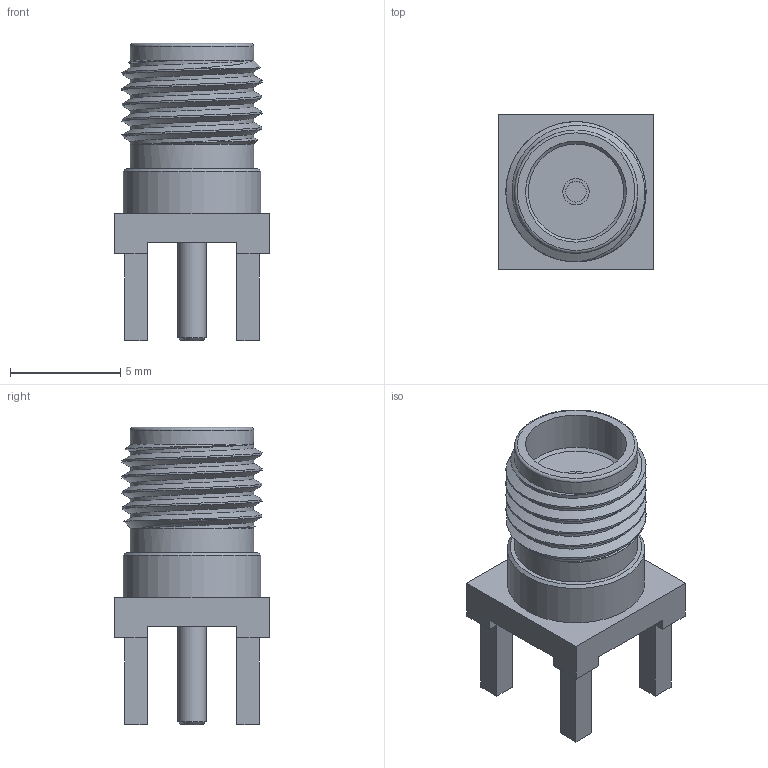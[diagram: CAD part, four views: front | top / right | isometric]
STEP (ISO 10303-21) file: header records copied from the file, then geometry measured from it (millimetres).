
FILE_DESCRIPTION (( 'STEP AP203' ), '1' );
FILE_NAME ('PE44827_3D.step', '2020-05-18T21:49:53', ( '' ), ( '' ), 'SwSTEP 2.0', 'SolidWorks 2018', '' );
FILE_SCHEMA (( 'CONFIG_CONTROL_DESIGN' ));
Length unit declared in the file: inch
Products named in the file (1): PE44827_3D
Bounding box: 7 x 7 x 13.47 mm (x, y, z)
Volume: 267.8 mm3; surface area: 449.8 mm2
Topology: 1 solids, 1 shells, 55 faces, 132 edges, 86 vertices
Faces by surface type: plane 37, cylinder 9, cone 5, bspline 3, torus 1
Full cylindrical faces by diameter (mm): 0.94 x1, 1.194 x1, 1.27 x1, 4.445 x1, 4.572 x1, 5.582 x2, 6.223 x1
Entity records: 2685 total; most frequent: CARTESIAN_POINT 1413, ORIENTED_EDGE 234, DIRECTION 230, EDGE_CURVE 117, LINE 84, VECTOR 84, VERTEX_POINT 83, EDGE_LOOP 74
